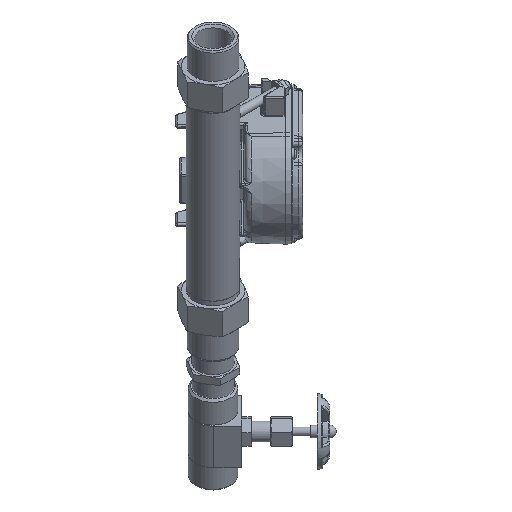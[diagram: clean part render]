
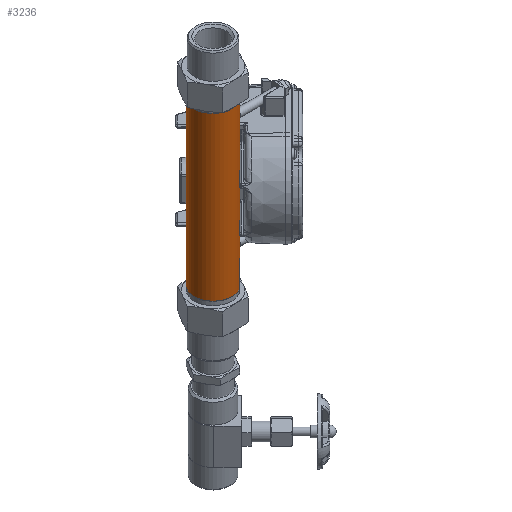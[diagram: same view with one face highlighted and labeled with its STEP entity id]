
A CAD part, isometric view. The second image highlights one B-rep face of the part: STEP entity #3236.
In plain terms, the highlighted cylindrical face has radius 21.08 mm (diameter 42.16 mm), a full revolution.
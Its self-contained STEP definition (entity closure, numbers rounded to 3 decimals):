
#2658=CYLINDRICAL_SURFACE('',#17015,21.08);
#2926=FACE_BOUND('',#5600,.T.);
#2927=FACE_BOUND('',#5601,.T.);
#3236=ADVANCED_FACE('',(#2926,#2927),#2658,.T.);
#5600=EDGE_LOOP('',(#6885));
#5601=EDGE_LOOP('',(#6886));
#6885=ORIENTED_EDGE('',*,*,#13294,.T.);
#6886=ORIENTED_EDGE('',*,*,#13295,.T.);
#11789=VERTEX_POINT('',#24678);
#11790=VERTEX_POINT('',#24681);
#13294=EDGE_CURVE('',#11789,#11789,#15748,.T.);
#13295=EDGE_CURVE('',#11790,#11790,#15749,.T.);
#15748=CIRCLE('',#17011,21.08);
#15749=CIRCLE('',#17013,21.08);
#17011=AXIS2_PLACEMENT_3D('',#24677,#19330,#19331);
#17013=AXIS2_PLACEMENT_3D('',#24680,#19334,#19335);
#17015=AXIS2_PLACEMENT_3D('',#24683,#19338,#19339);
#19330=DIRECTION('',(0.,0.,-1.));
#19331=DIRECTION('',(-1.,0.,0.));
#19334=DIRECTION('',(0.,0.,1.));
#19335=DIRECTION('',(1.,0.,0.));
#19338=DIRECTION('',(0.,0.,1.));
#19339=DIRECTION('',(1.,0.,0.));
#24677=CARTESIAN_POINT('',(0.,0.,207.463));
#24678=CARTESIAN_POINT('',(-21.08,0.,207.463));
#24680=CARTESIAN_POINT('',(0.,0.,26.463));
#24681=CARTESIAN_POINT('',(21.08,0.,26.463));
#24683=CARTESIAN_POINT('',(0.,0.,26.463));
